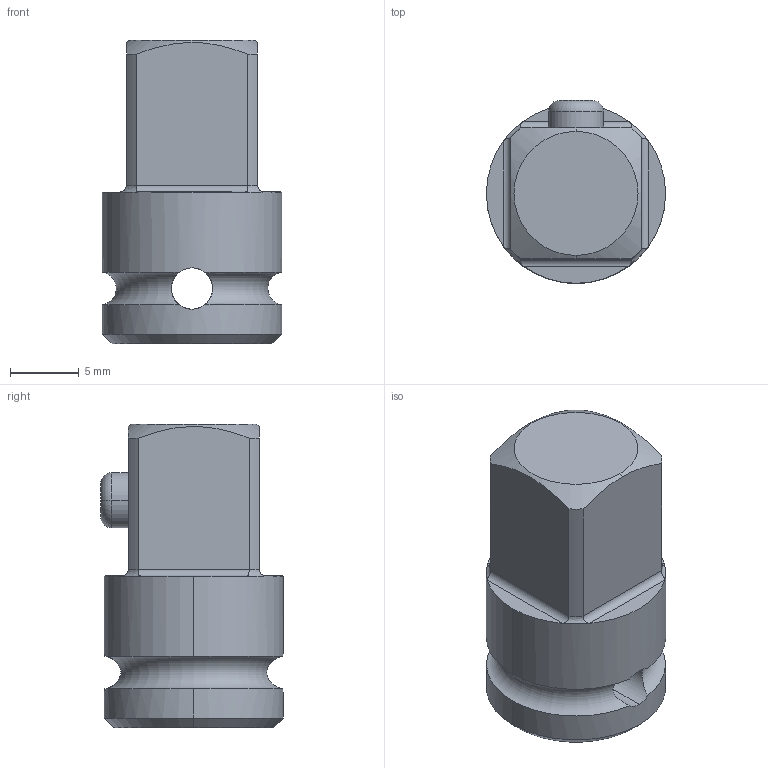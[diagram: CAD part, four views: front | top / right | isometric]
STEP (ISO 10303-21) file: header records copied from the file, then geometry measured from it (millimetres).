
FILE_DESCRIPTION((''),'2;1');
FILE_NAME('4027113531','2023-08-22T11:57:52',('A00565553'),(''),'CREO PARAMETRIC BY PTC INC, 2022414','CREO PARAMETRIC BY PTC INC, 2022414','');
FILE_SCHEMA(('CONFIG_CONTROL_DESIGN','GEOMETRIC_VALIDATION_PROPERTIES_MIM'));
Length unit declared in the file: millimetre
Products named in the file (1): 4027113531
Bounding box: 13 x 13.25 x 22 mm (x, y, z)
Volume: 1848.2 mm3; surface area: 1514.6 mm2
Topology: 1 solids, 2 shells, 70 faces, 177 edges, 109 vertices
Faces by surface type: cylinder 27, plane 23, cone 12, torus 4, bspline 4
Entity records: 3208 total; most frequent: CARTESIAN_POINT 819, ORIENTED_EDGE 350, DIRECTION 326, PRESENTATION_STYLE_ASSIGNMENT 185, STYLED_ITEM 177, CURVE_STYLE 175, EDGE_CURVE 175, AXIS2_PLACEMENT_3D 133
